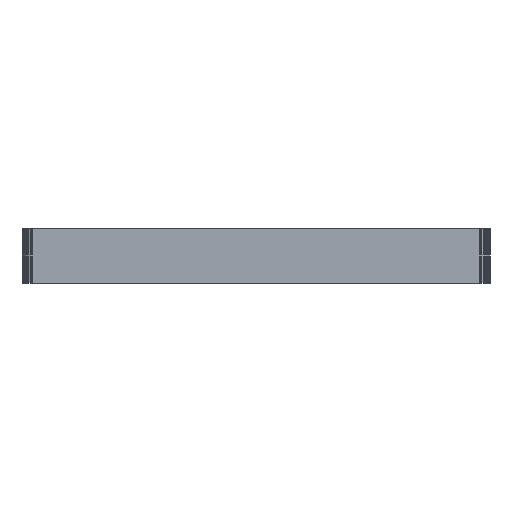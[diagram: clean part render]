
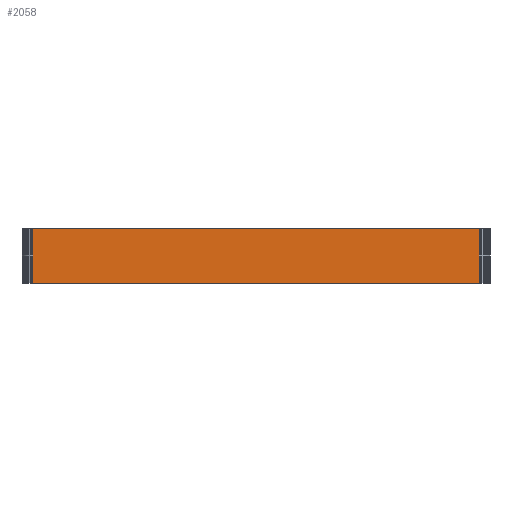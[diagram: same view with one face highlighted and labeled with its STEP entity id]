
A CAD part, left-side view. The second image highlights one B-rep face of the part: STEP entity #2058.
In plain terms, the highlighted planar face has unit normal (-1, 0, 0).
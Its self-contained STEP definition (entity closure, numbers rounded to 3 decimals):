
#104=FACE_OUTER_BOUND('',#207,.T.);
#207=EDGE_LOOP('',(#1814,#1815,#1816,#1817));
#262=LINE('',#2758,#553);
#404=LINE('',#3040,#695);
#498=LINE('',#3229,#789);
#499=LINE('',#3231,#790);
#553=VECTOR('',#2236,10.);
#695=VECTOR('',#2384,10.);
#789=VECTOR('',#2628,10.);
#790=VECTOR('',#2631,10.);
#838=VERTEX_POINT('',#2755);
#839=VERTEX_POINT('',#2757);
#975=VERTEX_POINT('',#3037);
#976=VERTEX_POINT('',#3039);
#1038=EDGE_CURVE('',#838,#839,#262,.T.);
#1180=EDGE_CURVE('',#975,#976,#404,.T.);
#1274=EDGE_CURVE('',#975,#839,#498,.T.);
#1275=EDGE_CURVE('',#976,#838,#499,.T.);
#1814=ORIENTED_EDGE('',*,*,#1274,.T.);
#1815=ORIENTED_EDGE('',*,*,#1038,.F.);
#1816=ORIENTED_EDGE('',*,*,#1275,.F.);
#1817=ORIENTED_EDGE('',*,*,#1180,.F.);
#1957=PLANE('',#2161);
#2058=ADVANCED_FACE('',(#104),#1957,.T.);
#2161=AXIS2_PLACEMENT_3D('',#3230,#2629,#2630);
#2236=DIRECTION('',(0.,-1.,0.));
#2384=DIRECTION('',(0.,1.,0.));
#2628=DIRECTION('',(0.,0.,1.));
#2629=DIRECTION('center_axis',(-1.,0.,0.));
#2630=DIRECTION('ref_axis',(0.,-1.,0.));
#2631=DIRECTION('',(0.,0.,1.));
#2755=CARTESIAN_POINT('',(0.134,-2.48,24.847));
#2757=CARTESIAN_POINT('',(0.134,-108.46,24.847));
#2758=CARTESIAN_POINT('',(0.134,-28.974,24.847));
#3037=CARTESIAN_POINT('',(0.134,-108.46,11.847));
#3039=CARTESIAN_POINT('',(0.134,-2.48,11.847));
#3040=CARTESIAN_POINT('',(0.134,-28.974,11.847));
#3229=CARTESIAN_POINT('',(0.134,-108.46,11.847));
#3230=CARTESIAN_POINT('Origin',(0.134,-2.48,11.847));
#3231=CARTESIAN_POINT('',(0.134,-2.48,11.847));
